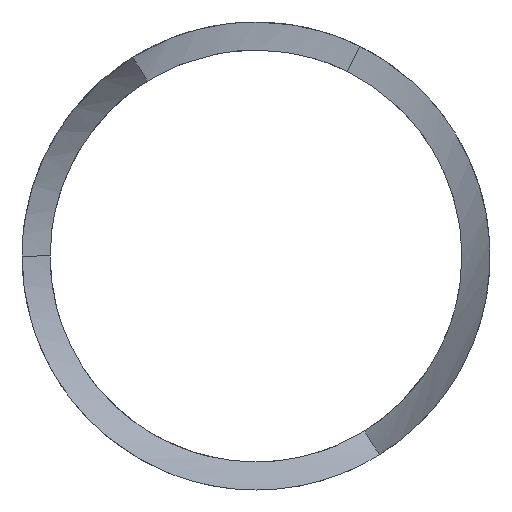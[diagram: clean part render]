
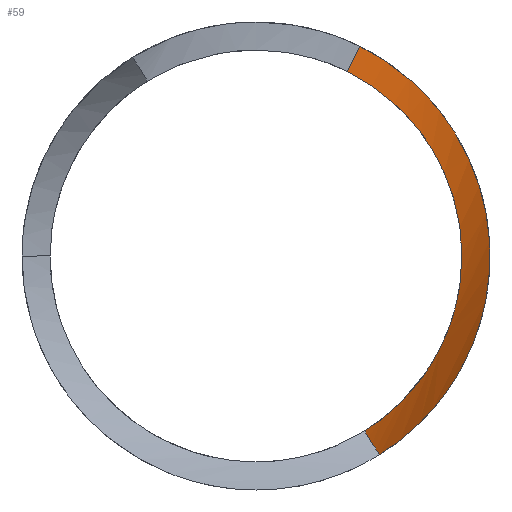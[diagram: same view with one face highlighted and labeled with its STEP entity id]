
A CAD part, left-side view. The second image highlights one B-rep face of the part: STEP entity #59.
In plain terms, the highlighted cylindrical face has radius 15 mm (diameter 30 mm), a partial arc.
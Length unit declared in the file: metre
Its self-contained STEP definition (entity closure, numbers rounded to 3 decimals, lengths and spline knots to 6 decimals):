
#59=ADVANCED_FACE('0:42',(#112),#113,.F.);
#112=FACE_OUTER_BOUND('',#156,.T.);
#113=CYLINDRICAL_SURFACE('',#157,0.015);
#156=EDGE_LOOP('',(#269,#270,#271,#272));
#157=AXIS2_PLACEMENT_3D('',#273,#274,#275);
#269=ORIENTED_EDGE('',*,*,#278,.T.);
#270=ORIENTED_EDGE('',*,*,#321,.T.);
#271=ORIENTED_EDGE('',*,*,#317,.T.);
#272=ORIENTED_EDGE('',*,*,#294,.F.);
#273=CARTESIAN_POINT('',(-0.76,-0.208092,0.056758));
#274=DIRECTION('',(0.0,-0.444,0.896));
#275=DIRECTION('',(-1.0,0.0,0.0));
#278=EDGE_CURVE('',#325,#326,#327,.T.);
#294=EDGE_CURVE('',#325,#354,#355,.T.);
#317=EDGE_CURVE('0:72',#385,#354,#386,.T.);
#321=EDGE_CURVE('',#326,#385,#390,.T.);
#325=VERTEX_POINT('',#394);
#326=VERTEX_POINT('',#395);
#327=LINE('',#396,#397);
#354=VERTEX_POINT('',#624);
#355=B_SPLINE_CURVE_WITH_KNOTS('',3,(#625,#626,#627,#628,#629,#630,#631,#632,#633,#634,#635,#636,#637,#638,#639,#640,#641,#642,#643,#644,#645,#646,#647,#648,#649),.UNSPECIFIED.,.F.,.F.,(4,2,2,2,2,2,2,2,2,1,2,2,4),(0.0,7.060452,14.120904,18.827872,24.151304,29.474736,34.798168,40.1216,44.926427,47.32884,49.731254,54.536081,59.340908),.UNSPECIFIED.);
#385=VERTEX_POINT('',#921);
#386=ELLIPSE('',#922,0.017656,0.015);
#390=B_SPLINE_CURVE_WITH_KNOTS('',3,(#946,#947,#948,#949,#950,#951,#952,#953,#954,#955,#956,#957,#958,#959,#960,#961,#962,#963,#964,#965,#966,#967),.UNSPECIFIED.,.F.,.F.,(4,2,1,2,2,2,1,2,2,2,2,4),(0.0,8.120089,12.180134,16.240179,20.828828,25.417476,30.006125,34.594774,38.728136,42.861498,46.99486,51.128222),.UNSPECIFIED.);
#394=CARTESIAN_POINT('',(-0.745,-0.185545,0.011203));
#395=CARTESIAN_POINT('',(-0.745,-0.184879,0.009859));
#396=CARTESIAN_POINT('',(-0.745,-0.180987,0.001993));
#397=VECTOR('',#970,1.0);
#624=CARTESIAN_POINT('',(-0.749407,-0.186593,-0.01062));
#625=CARTESIAN_POINT('',(-0.749407,-0.173407,0.01062));
#626=CARTESIAN_POINT('',(-0.748619,-0.174673,0.011406));
#627=CARTESIAN_POINT('',(-0.747792,-0.17607,0.011965));
#628=CARTESIAN_POINT('',(-0.746355,-0.179089,0.012561));
#629=CARTESIAN_POINT('',(-0.745741,-0.180721,0.01259));
#630=CARTESIAN_POINT('',(-0.745132,-0.183445,0.012067));
#631=CARTESIAN_POINT('',(-0.745,-0.184531,0.011705));
#632=CARTESIAN_POINT('',(-0.745,-0.186692,0.010635));
#633=CARTESIAN_POINT('',(-0.745169,-0.18774,0.009892));
#634=CARTESIAN_POINT('',(-0.74577,-0.189518,0.008195));
#635=CARTESIAN_POINT('',(-0.746198,-0.190249,0.007247));
#636=CARTESIAN_POINT('',(-0.747189,-0.191394,0.005266));
#637=CARTESIAN_POINT('',(-0.747751,-0.191811,0.004235));
#638=CARTESIAN_POINT('',(-0.748901,-0.192363,0.002139));
#639=CARTESIAN_POINT('',(-0.74949,-0.1925,0.001074));
#640=CARTESIAN_POINT('',(-0.750508,-0.1925,-0.000969));
#641=CARTESIAN_POINT('',(-0.750961,-0.192389,-0.00197));
#642=CARTESIAN_POINT('',(-0.751439,-0.19201,-0.003506));
#643=CARTESIAN_POINT('',(-0.751688,-0.191686,-0.00454));
#644=CARTESIAN_POINT('',(-0.751727,-0.191211,-0.005558));
#645=CARTESIAN_POINT('',(-0.751613,-0.190398,-0.007027));
#646=CARTESIAN_POINT('',(-0.751303,-0.18973,-0.007918));
#647=CARTESIAN_POINT('',(-0.750464,-0.188259,-0.009442));
#648=CARTESIAN_POINT('',(-0.749943,-0.187455,-0.010085));
#649=CARTESIAN_POINT('',(-0.749407,-0.186593,-0.01062));
#921=CARTESIAN_POINT('',(-0.748267,-0.185802,-0.009345));
#922=AXIS2_PLACEMENT_3D('',#987,#988,#989);
#946=CARTESIAN_POINT('',(-0.748267,-0.174198,0.009345));
#947=CARTESIAN_POINT('',(-0.747515,-0.175719,0.01029));
#948=CARTESIAN_POINT('',(-0.746675,-0.177451,0.01086));
#949=CARTESIAN_POINT('',(-0.745727,-0.180227,0.011037));
#950=CARTESIAN_POINT('',(-0.745196,-0.182134,0.010921));
#951=CARTESIAN_POINT('',(-0.745,-0.184005,0.010291));
#952=CARTESIAN_POINT('',(-0.745,-0.185868,0.009369));
#953=CARTESIAN_POINT('',(-0.745125,-0.186775,0.008732));
#954=CARTESIAN_POINT('',(-0.745574,-0.188327,0.007266));
#955=CARTESIAN_POINT('',(-0.745895,-0.188974,0.006441));
#956=CARTESIAN_POINT('',(-0.746635,-0.189995,0.004702));
#957=CARTESIAN_POINT('',(-0.747474,-0.19075,0.002873));
#958=CARTESIAN_POINT('',(-0.748323,-0.191,0.000961));
#959=CARTESIAN_POINT('',(-0.74903,-0.191,-0.000866));
#960=CARTESIAN_POINT('',(-0.74933,-0.190898,-0.001758));
#961=CARTESIAN_POINT('',(-0.749737,-0.190452,-0.003552));
#962=CARTESIAN_POINT('',(-0.749836,-0.190104,-0.004454));
#963=CARTESIAN_POINT('',(-0.749746,-0.189175,-0.006143));
#964=CARTESIAN_POINT('',(-0.74956,-0.188598,-0.006925));
#965=CARTESIAN_POINT('',(-0.749009,-0.187298,-0.008284));
#966=CARTESIAN_POINT('',(-0.74865,-0.186576,-0.008865));
#967=CARTESIAN_POINT('',(-0.748267,-0.185802,-0.009345));
#970=DIRECTION('',(0.0,0.444,-0.896));
#987=CARTESIAN_POINT('',(-0.76,-0.18,0.));
#988=DIRECTION('',(0.,0.85,-0.527));
#989=DIRECTION('',(0.,0.527,0.85));
